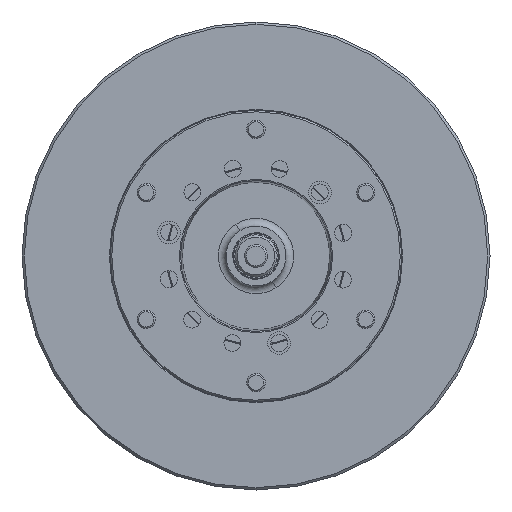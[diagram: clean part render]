
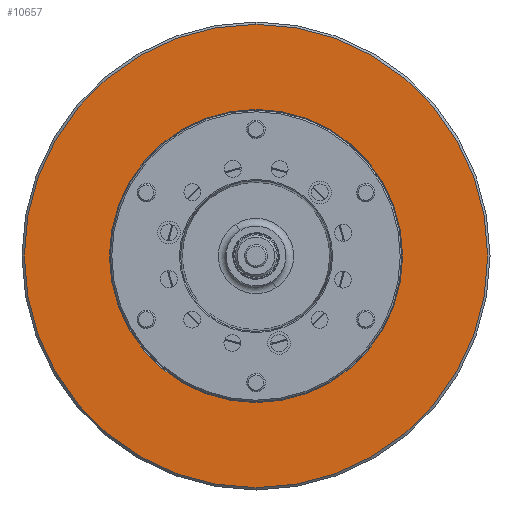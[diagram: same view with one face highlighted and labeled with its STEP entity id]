
A CAD part, left-side view. The second image highlights one B-rep face of the part: STEP entity #10657.
In plain terms, the highlighted planar face has unit normal (-1, 0, 0).
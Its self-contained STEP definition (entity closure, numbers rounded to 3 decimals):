
#604 = CARTESIAN_POINT ( 'NONE',  ( -125., 0., -191. ) ) ;
#1077 = AXIS2_PLACEMENT_3D ( 'NONE', #20403, #5132, #22954 ) ;
#1655 = EDGE_LOOP ( 'NONE', ( #25762, #29979 ) ) ;
#3208 = DIRECTION ( 'NONE',  ( 1., 0., 0. ) ) ;
#3445 = AXIS2_PLACEMENT_3D ( 'NONE', #18432, #3208, #21035 ) ;
#3483 = ORIENTED_EDGE ( 'NONE', *, *, #7612, .T. ) ;
#4905 = AXIS2_PLACEMENT_3D ( 'NONE', #9116, #26943, #11665 ) ;
#5042 = DIRECTION ( 'NONE',  ( 0., 0., 1. ) ) ;
#5132 = DIRECTION ( 'NONE',  ( -1., 0., 0. ) ) ;
#6764 = EDGE_CURVE ( 'NONE', #12949, #10102, #22231, .T. ) ;
#7205 = AXIS2_PLACEMENT_3D ( 'NONE', #30459, #20324, #5042 ) ;
#7612 = EDGE_CURVE ( 'NONE', #10102, #12949, #26973, .T. ) ;
#9116 = CARTESIAN_POINT ( 'NONE',  ( -125., 0., 0. ) ) ;
#10096 = CARTESIAN_POINT ( 'NONE',  ( -125., 0., 191. ) ) ;
#10102 = VERTEX_POINT ( 'NONE', #604 ) ;
#10657 = ADVANCED_FACE ( 'NONE', ( #29312, #22513 ), #12602, .T. ) ;
#11665 = DIRECTION ( 'NONE',  ( 0., 0., 1. ) ) ;
#11752 = CARTESIAN_POINT ( 'NONE',  ( -125., 0., 0. ) ) ;
#12602 = PLANE ( 'NONE',  #7205 ) ;
#12739 = EDGE_CURVE ( 'NONE', #20551, #22555, #31185, .T. ) ;
#12949 = VERTEX_POINT ( 'NONE', #10096 ) ;
#13161 = CIRCLE ( 'NONE', #1077, 302. ) ;
#14293 = DIRECTION ( 'NONE',  ( 0., 0., 1. ) ) ;
#15834 = EDGE_CURVE ( 'NONE', #22555, #20551, #13161, .T. ) ;
#18432 = CARTESIAN_POINT ( 'NONE',  ( -125., 0., 0. ) ) ;
#20324 = DIRECTION ( 'NONE',  ( -1., 0., 0. ) ) ;
#20403 = CARTESIAN_POINT ( 'NONE',  ( -125., 0., 0. ) ) ;
#20551 = VERTEX_POINT ( 'NONE', #24124 ) ;
#21035 = DIRECTION ( 'NONE',  ( 0., 0., 1. ) ) ;
#21964 = ORIENTED_EDGE ( 'NONE', *, *, #6764, .T. ) ;
#22231 = CIRCLE ( 'NONE', #29898, 191. ) ;
#22513 = FACE_OUTER_BOUND ( 'NONE', #1655, .T. ) ;
#22555 = VERTEX_POINT ( 'NONE', #32646 ) ;
#22954 = DIRECTION ( 'NONE',  ( 0., 0., 1. ) ) ;
#24124 = CARTESIAN_POINT ( 'NONE',  ( -125., 0., -302. ) ) ;
#24144 = EDGE_LOOP ( 'NONE', ( #21964, #3483 ) ) ;
#25762 = ORIENTED_EDGE ( 'NONE', *, *, #12739, .T. ) ;
#26943 = DIRECTION ( 'NONE',  ( -1., 0., 0. ) ) ;
#26973 = CIRCLE ( 'NONE', #3445, 191. ) ;
#29312 = FACE_BOUND ( 'NONE', #24144, .T. ) ;
#29589 = DIRECTION ( 'NONE',  ( 1., 0., 0. ) ) ;
#29898 = AXIS2_PLACEMENT_3D ( 'NONE', #11752, #29589, #14293 ) ;
#29979 = ORIENTED_EDGE ( 'NONE', *, *, #15834, .T. ) ;
#30459 = CARTESIAN_POINT ( 'NONE',  ( -125., 305., 0. ) ) ;
#31185 = CIRCLE ( 'NONE', #4905, 302. ) ;
#32646 = CARTESIAN_POINT ( 'NONE',  ( -125., 0., 302. ) ) ;
